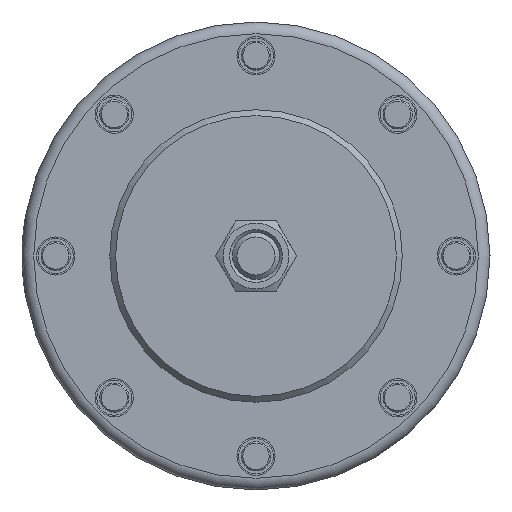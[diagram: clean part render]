
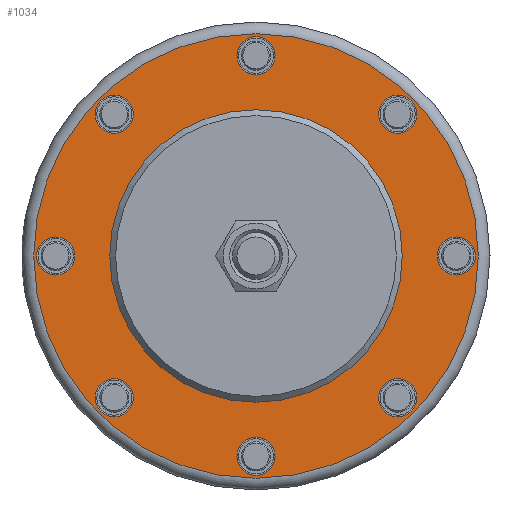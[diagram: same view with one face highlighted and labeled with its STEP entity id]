
A CAD part, left-side view. The second image highlights one B-rep face of the part: STEP entity #1034.
In plain terms, the highlighted planar face has unit normal (-1, 0, 0).
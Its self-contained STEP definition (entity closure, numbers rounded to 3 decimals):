
#1034 = ADVANCED_FACE( '', ( #2407, #2408, #2409, #2410, #2411, #2412, #2413, #2414, #2415, #2416 ), #2417, .F. );
#2407 = FACE_BOUND( '', #4243, .T. );
#2408 = FACE_BOUND( '', #4244, .T. );
#2409 = FACE_BOUND( '', #4245, .T. );
#2410 = FACE_BOUND( '', #4246, .T. );
#2411 = FACE_BOUND( '', #4247, .T. );
#2412 = FACE_BOUND( '', #4248, .T. );
#2413 = FACE_BOUND( '', #4249, .T. );
#2414 = FACE_OUTER_BOUND( '', #4250, .T. );
#2415 = FACE_BOUND( '', #4251, .T. );
#2416 = FACE_BOUND( '', #4252, .T. );
#2417 = PLANE( '', #4253 );
#4243 = EDGE_LOOP( '', ( #6325 ) );
#4244 = EDGE_LOOP( '', ( #6326 ) );
#4245 = EDGE_LOOP( '', ( #6327 ) );
#4246 = EDGE_LOOP( '', ( #6328 ) );
#4247 = EDGE_LOOP( '', ( #6329 ) );
#4248 = EDGE_LOOP( '', ( #6330 ) );
#4249 = EDGE_LOOP( '', ( #6331 ) );
#4250 = EDGE_LOOP( '', ( #6332 ) );
#4251 = EDGE_LOOP( '', ( #6333 ) );
#4252 = EDGE_LOOP( '', ( #6334 ) );
#4253 = AXIS2_PLACEMENT_3D( '', #6335, #6336, #6337 );
#6325 = ORIENTED_EDGE( '', *, *, #7772, .T. );
#6326 = ORIENTED_EDGE( '', *, *, #8153, .T. );
#6327 = ORIENTED_EDGE( '', *, *, #8154, .T. );
#6328 = ORIENTED_EDGE( '', *, *, #8155, .T. );
#6329 = ORIENTED_EDGE( '', *, *, #8002, .T. );
#6330 = ORIENTED_EDGE( '', *, *, #8156, .T. );
#6331 = ORIENTED_EDGE( '', *, *, #7886, .T. );
#6332 = ORIENTED_EDGE( '', *, *, #8157, .T. );
#6333 = ORIENTED_EDGE( '', *, *, #8158, .T. );
#6334 = ORIENTED_EDGE( '', *, *, #7663, .T. );
#6335 = CARTESIAN_POINT( '', ( -135., -79.75, 0. ) );
#6336 = DIRECTION( '', ( 1., 0., 0. ) );
#6337 = DIRECTION( '', ( 0., 0., -1. ) );
#7663 = EDGE_CURVE( '', #8557, #8557, #8558, .T. );
#7772 = EDGE_CURVE( '', #8731, #8731, #8732, .F. );
#7886 = EDGE_CURVE( '', #8917, #8917, #8918, .F. );
#8002 = EDGE_CURVE( '', #9103, #9103, #9104, .F. );
#8153 = EDGE_CURVE( '', #9325, #9325, #9326, .F. );
#8154 = EDGE_CURVE( '', #9327, #9327, #9328, .F. );
#8155 = EDGE_CURVE( '', #9329, #9329, #9330, .F. );
#8156 = EDGE_CURVE( '', #9331, #9331, #9332, .F. );
#8157 = EDGE_CURVE( '', #9333, #9333, #9334, .F. );
#8158 = EDGE_CURVE( '', #9335, #9335, #9336, .T. );
#8557 = VERTEX_POINT( '', #9852 );
#8558 = CIRCLE( '', #9853, 45. );
#8731 = VERTEX_POINT( '', #10026 );
#8732 = CIRCLE( '', #10027, 6.5 );
#8917 = VERTEX_POINT( '', #10238 );
#8918 = CIRCLE( '', #10239, 6.5 );
#9103 = VERTEX_POINT( '', #10650 );
#9104 = CIRCLE( '', #10651, 6.5 );
#9325 = VERTEX_POINT( '', #10921 );
#9326 = CIRCLE( '', #10922, 6.5 );
#9327 = VERTEX_POINT( '', #10923 );
#9328 = CIRCLE( '', #10924, 6.5 );
#9329 = VERTEX_POINT( '', #10925 );
#9330 = CIRCLE( '', #10926, 6.5 );
#9331 = VERTEX_POINT( '', #10927 );
#9332 = CIRCLE( '', #10928, 6.5 );
#9333 = VERTEX_POINT( '', #10929 );
#9334 = CIRCLE( '', #10930, 76. );
#9335 = VERTEX_POINT( '', #10931 );
#9336 = CIRCLE( '', #10932, 6.5 );
#9852 = CARTESIAN_POINT( '', ( -135., -45., 0. ) );
#9853 = AXIS2_PLACEMENT_3D( '', #11713, #11714, #11715 );
#10026 = CARTESIAN_POINT( '', ( -135., 43.841, -43.841 ) );
#10027 = AXIS2_PLACEMENT_3D( '', #11917, #11918, #11919 );
#10238 = CARTESIAN_POINT( '', ( -135., 43.841, 43.841 ) );
#10239 = AXIS2_PLACEMENT_3D( '', #12117, #12118, #12119 );
#10650 = CARTESIAN_POINT( '', ( -135., -43.841, 43.841 ) );
#10651 = AXIS2_PLACEMENT_3D( '', #12251, #12252, #12253 );
#10921 = CARTESIAN_POINT( '', ( -135., 0., -62. ) );
#10922 = AXIS2_PLACEMENT_3D( '', #12459, #12460, #12461 );
#10923 = CARTESIAN_POINT( '', ( -135., -43.841, -43.841 ) );
#10924 = AXIS2_PLACEMENT_3D( '', #12462, #12463, #12464 );
#10925 = CARTESIAN_POINT( '', ( -135., -62., 0. ) );
#10926 = AXIS2_PLACEMENT_3D( '', #12465, #12466, #12467 );
#10927 = CARTESIAN_POINT( '', ( -135., 0., 62. ) );
#10928 = AXIS2_PLACEMENT_3D( '', #12468, #12469, #12470 );
#10929 = CARTESIAN_POINT( '', ( -135., 76., 0. ) );
#10930 = AXIS2_PLACEMENT_3D( '', #12471, #12472, #12473 );
#10931 = CARTESIAN_POINT( '', ( -135., 75., 0. ) );
#10932 = AXIS2_PLACEMENT_3D( '', #12474, #12475, #12476 );
#11713 = CARTESIAN_POINT( '', ( -135., 0., 0. ) );
#11714 = DIRECTION( '', ( 1., 0., 0. ) );
#11715 = DIRECTION( '', ( 0., -1., 0. ) );
#11917 = CARTESIAN_POINT( '', ( -135., 48.437, -48.437 ) );
#11918 = DIRECTION( '', ( -1., 0., 0. ) );
#11919 = DIRECTION( '', ( 0., -0.707, 0.707 ) );
#12117 = CARTESIAN_POINT( '', ( -135., 48.437, 48.437 ) );
#12118 = DIRECTION( '', ( -1., 0., 0. ) );
#12119 = DIRECTION( '', ( 0., -0.707, -0.707 ) );
#12251 = CARTESIAN_POINT( '', ( -135., -48.437, 48.437 ) );
#12252 = DIRECTION( '', ( -1., 0., 0. ) );
#12253 = DIRECTION( '', ( 0., 0.707, -0.707 ) );
#12459 = CARTESIAN_POINT( '', ( -135., 0., -68.5 ) );
#12460 = DIRECTION( '', ( -1., 0., 0. ) );
#12461 = DIRECTION( '', ( 0., 0., 1. ) );
#12462 = CARTESIAN_POINT( '', ( -135., -48.437, -48.437 ) );
#12463 = DIRECTION( '', ( -1., 0., 0. ) );
#12464 = DIRECTION( '', ( 0., 0.707, 0.707 ) );
#12465 = CARTESIAN_POINT( '', ( -135., -68.5, 0. ) );
#12466 = DIRECTION( '', ( -1., 0., 0. ) );
#12467 = DIRECTION( '', ( 0., 1., 0. ) );
#12468 = CARTESIAN_POINT( '', ( -135., 0., 68.5 ) );
#12469 = DIRECTION( '', ( -1., 0., 0. ) );
#12470 = DIRECTION( '', ( 0., 0., -1. ) );
#12471 = CARTESIAN_POINT( '', ( -135., 0., 0. ) );
#12472 = DIRECTION( '', ( 1., 0., 0. ) );
#12473 = DIRECTION( '', ( 0., 1., 0. ) );
#12474 = CARTESIAN_POINT( '', ( -135., 68.5, 0. ) );
#12475 = DIRECTION( '', ( 1., 0., 0. ) );
#12476 = DIRECTION( '', ( 0., 1., 0. ) );
